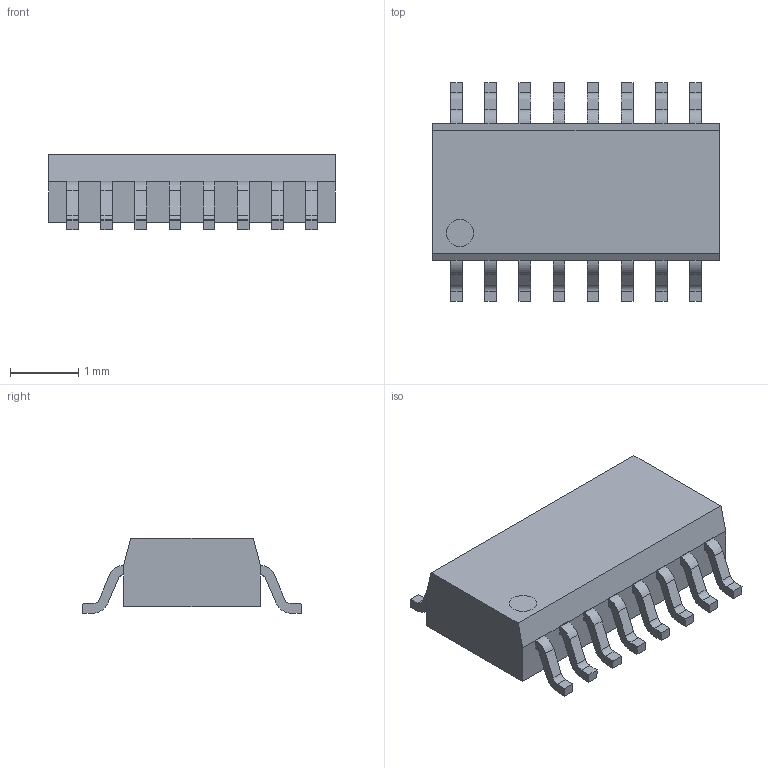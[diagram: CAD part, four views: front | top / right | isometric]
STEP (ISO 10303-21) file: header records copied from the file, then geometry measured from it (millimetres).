
FILE_DESCRIPTION(/* description */ (''),/* implementation_level */ '2;1');
FILE_NAME(/* name */ 'SOT-23-16 v1.step',/* time_stamp */ '2024-10-17T13:08:39+02:00',/* author */ (''),/* organization */ (''),/* preprocessor_version */ 'ST-DEVELOPER v20',/* originating_system */ 'Autodesk Translation Framework v13.20.0.188',/* authorisation */ '');
FILE_SCHEMA (('AUTOMOTIVE_DESIGN { 1 0 10303 214 3 1 1 }'));
Length unit declared in the file: millimetre
Products named in the file (1): SOT-23-16
Bounding box: 4.2 x 3.2 x 1.1 mm (x, y, z)
Volume: 8.6 mm3; surface area: 38.3 mm2
Topology: 17 solids, 17 shells, 233 faces, 595 edges, 397 vertices
Faces by surface type: plane 169, cylinder 64
Entity records: 7065 total; most frequent: CARTESIAN_POINT 1226, DIRECTION 1192, ORIENTED_EDGE 1190, EDGE_CURVE 595, LINE 466, VECTOR 466, VERTEX_POINT 397, AXIS2_PLACEMENT_3D 363
